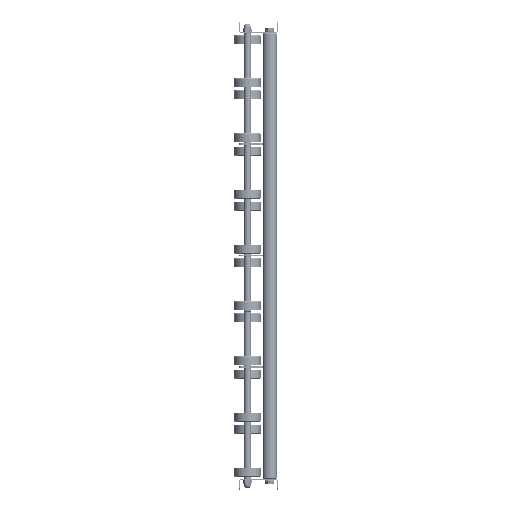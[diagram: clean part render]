
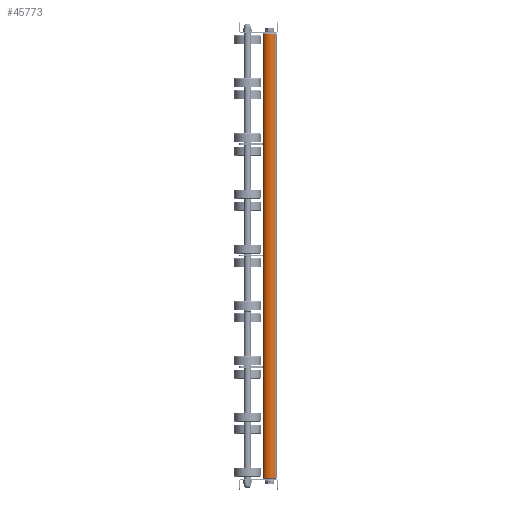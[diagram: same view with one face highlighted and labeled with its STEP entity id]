
A CAD part, left-side view. The second image highlights one B-rep face of the part: STEP entity #45773.
In plain terms, the highlighted cylindrical face has radius 12.5 mm (diameter 25 mm), a partial arc.
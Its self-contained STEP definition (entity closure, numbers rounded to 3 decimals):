
#3337 = CARTESIAN_POINT ( 'NONE',  ( 800., 0., -12.5 ) ) ;
#3431 = DIRECTION ( 'NONE',  ( -1., 0., 0. ) ) ;
#5790 = ORIENTED_EDGE ( 'NONE', *, *, #17225, .F. ) ;
#6731 = DIRECTION ( 'NONE',  ( 0., 0., -1. ) ) ;
#7211 = AXIS2_PLACEMENT_3D ( 'NONE', #39357, #3431, #23891 ) ;
#7634 = CARTESIAN_POINT ( 'NONE',  ( 800., 0., 12.5 ) ) ;
#7893 = DIRECTION ( 'NONE',  ( -1., 0., 0. ) ) ;
#9122 = EDGE_CURVE ( 'NONE', #39570, #43122, #17096, .T. ) ;
#9845 = VECTOR ( 'NONE', #14372, 1000. ) ;
#10241 = EDGE_CURVE ( 'NONE', #34114, #13015, #25717, .T. ) ;
#10255 = DIRECTION ( 'NONE',  ( 0., 0., 1. ) ) ;
#13015 = VERTEX_POINT ( 'NONE', #13929 ) ;
#13383 = CARTESIAN_POINT ( 'NONE',  ( 800., 0., 0. ) ) ;
#13913 = CYLINDRICAL_SURFACE ( 'NONE', #20426, 12.5 ) ;
#13929 = CARTESIAN_POINT ( 'NONE',  ( 799., 0., 12.5 ) ) ;
#14372 = DIRECTION ( 'NONE',  ( -1., 0., 0. ) ) ;
#16263 = LINE ( 'NONE', #7634, #47168 ) ;
#17096 = CIRCLE ( 'NONE', #40574, 12.5 ) ;
#17225 = EDGE_CURVE ( 'NONE', #34114, #43122, #23034, .T. ) ;
#17496 = CARTESIAN_POINT ( 'NONE',  ( 1., 0., 12.5 ) ) ;
#17970 = CARTESIAN_POINT ( 'NONE',  ( 1., 0., -12.5 ) ) ;
#20426 = AXIS2_PLACEMENT_3D ( 'NONE', #13383, #33849, #10255 ) ;
#23034 = LINE ( 'NONE', #3337, #9845 ) ;
#23891 = DIRECTION ( 'NONE',  ( 0., 0., -1. ) ) ;
#24427 = ORIENTED_EDGE ( 'NONE', *, *, #9122, .T. ) ;
#25717 = CIRCLE ( 'NONE', #7211, 12.5 ) ;
#29052 = ORIENTED_EDGE ( 'NONE', *, *, #44889, .T. ) ;
#33849 = DIRECTION ( 'NONE',  ( -1., 0., 0. ) ) ;
#34114 = VERTEX_POINT ( 'NONE', #40461 ) ;
#38311 = FACE_OUTER_BOUND ( 'NONE', #40852, .T. ) ;
#39357 = CARTESIAN_POINT ( 'NONE',  ( 799., 0., 0. ) ) ;
#39570 = VERTEX_POINT ( 'NONE', #17496 ) ;
#40461 = CARTESIAN_POINT ( 'NONE',  ( 799., 0., -12.5 ) ) ;
#40574 = AXIS2_PLACEMENT_3D ( 'NONE', #51316, #51049, #6731 ) ;
#40852 = EDGE_LOOP ( 'NONE', ( #5790, #45680, #29052, #24427 ) ) ;
#43122 = VERTEX_POINT ( 'NONE', #17970 ) ;
#44889 = EDGE_CURVE ( 'NONE', #13015, #39570, #16263, .T. ) ;
#45680 = ORIENTED_EDGE ( 'NONE', *, *, #10241, .T. ) ;
#45773 = ADVANCED_FACE ( 'NONE', ( #38311 ), #13913, .T. ) ;
#47168 = VECTOR ( 'NONE', #7893, 1000. ) ;
#51049 = DIRECTION ( 'NONE',  ( 1., 0., 0. ) ) ;
#51316 = CARTESIAN_POINT ( 'NONE',  ( 1., 0., 0. ) ) ;
